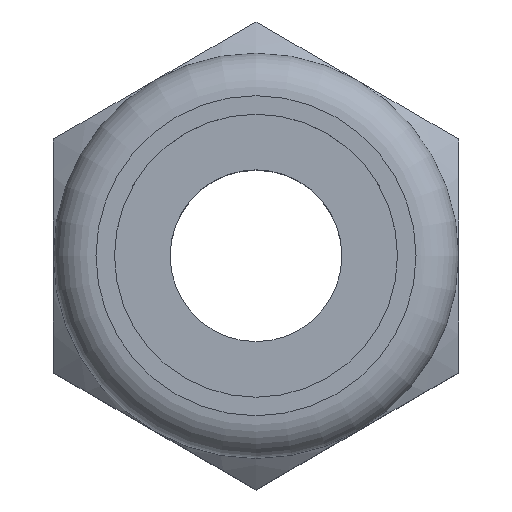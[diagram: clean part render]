
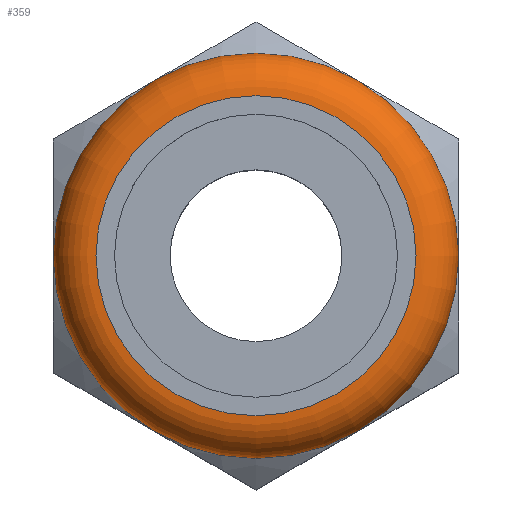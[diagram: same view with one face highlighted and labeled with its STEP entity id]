
A CAD part, top view. The second image highlights one B-rep face of the part: STEP entity #359.
In plain terms, the highlighted toroidal (fillet/blend) face has major radius 3.763 mm and minor radius 1 mm.
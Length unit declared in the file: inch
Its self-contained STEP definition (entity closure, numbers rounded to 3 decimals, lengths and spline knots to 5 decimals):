
#52=FACE_BOUND('',#85,.T.);
#59=FACE_OUTER_BOUND('',#84,.T.);
#84=EDGE_LOOP('',(#236));
#85=EDGE_LOOP('',(#237));
#116=CIRCLE('',#387,0.1875);
#117=CIRCLE('',#388,0.14813);
#158=VERTEX_POINT('',#597);
#159=VERTEX_POINT('',#599);
#188=EDGE_CURVE('',#158,#158,#116,.T.);
#189=EDGE_CURVE('',#159,#159,#117,.T.);
#236=ORIENTED_EDGE('',*,*,#188,.F.);
#237=ORIENTED_EDGE('',*,*,#189,.F.);
#332=TOROIDAL_SURFACE('',#386,0.14813,0.03937);
#359=ADVANCED_FACE('',(#59,#52),#332,.T.);
#386=AXIS2_PLACEMENT_3D('',#596,#455,#456);
#387=AXIS2_PLACEMENT_3D('',#598,#457,#458);
#388=AXIS2_PLACEMENT_3D('',#600,#459,#460);
#455=DIRECTION('center_axis',(0.,0.,1.));
#456=DIRECTION('ref_axis',(1.,0.,0.));
#457=DIRECTION('center_axis',(0.,0.,-1.));
#458=DIRECTION('ref_axis',(1.,0.,0.));
#459=DIRECTION('center_axis',(0.,0.,1.));
#460=DIRECTION('ref_axis',(1.,0.,0.));
#596=CARTESIAN_POINT('Origin',(0.,0.,0.195));
#597=CARTESIAN_POINT('',(0.1875,0.,0.195));
#598=CARTESIAN_POINT('Origin',(0.,0.,0.195));
#599=CARTESIAN_POINT('',(0.14813,0.,0.23438));
#600=CARTESIAN_POINT('Origin',(0.,0.,0.23438));
